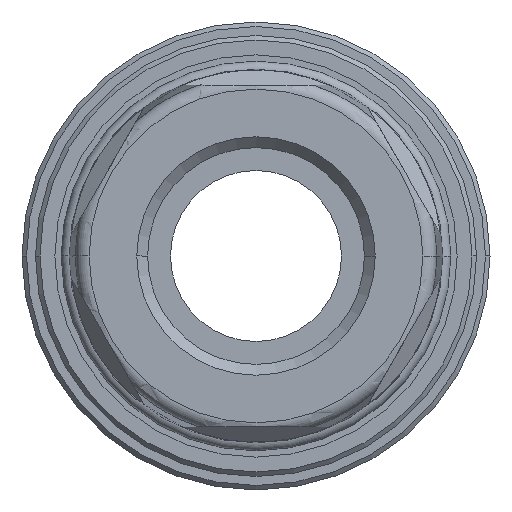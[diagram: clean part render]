
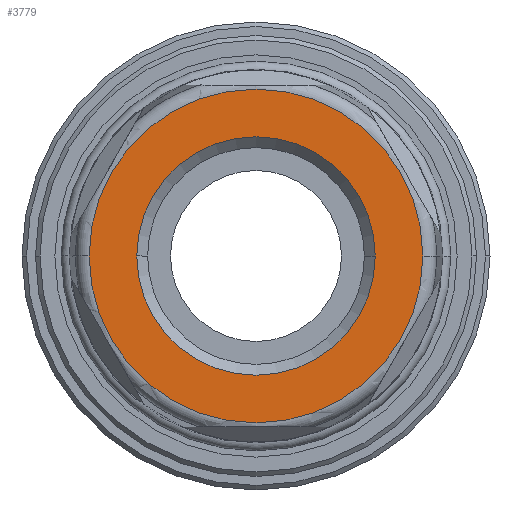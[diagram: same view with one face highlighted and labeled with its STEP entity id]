
A CAD part, left-side view. The second image highlights one B-rep face of the part: STEP entity #3779.
In plain terms, the highlighted planar face has unit normal (-1, 0, 0).
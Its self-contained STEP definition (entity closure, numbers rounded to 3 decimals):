
#281 = DIRECTION ( 'NONE',  ( 0., -1., 0. ) ) ;
#282 = DIRECTION ( 'NONE',  ( -1., 0., 0. ) ) ;
#283 = CARTESIAN_POINT ( 'NONE',  ( 0., 0., 0. ) ) ;
#284 = DIRECTION ( 'NONE',  ( 0., -1., 0. ) ) ;
#285 = DIRECTION ( 'NONE',  ( -1., 0., 0. ) ) ;
#286 = CARTESIAN_POINT ( 'NONE',  ( 0., 0., 0. ) ) ;
#495 = DIRECTION ( 'NONE',  ( 0., -1., 0. ) ) ;
#496 = DIRECTION ( 'NONE',  ( -1., 0., 0. ) ) ;
#497 = CARTESIAN_POINT ( 'NONE',  ( 0., 0., 0. ) ) ;
#646 = DIRECTION ( 'NONE',  ( 0., -1., 0. ) ) ;
#647 = DIRECTION ( 'NONE',  ( -1., 0., 0. ) ) ;
#648 = CARTESIAN_POINT ( 'NONE',  ( 0., 0., 0. ) ) ;
#1746 = ORIENTED_EDGE ( 'NONE', *, *, #3827, .F. ) ;
#1982 = ORIENTED_EDGE ( 'NONE', *, *, #3820, .T. ) ;
#1985 = EDGE_LOOP ( 'NONE', ( #1982, #2228 ) ) ;
#1987 = EDGE_LOOP ( 'NONE', ( #2231, #1746 ) ) ;
#2228 = ORIENTED_EDGE ( 'NONE', *, *, #3845, .T. ) ;
#2231 = ORIENTED_EDGE ( 'NONE', *, *, #3844, .F. ) ;
#2418 = CIRCLE ( 'NONE', #2700, 18.543 ) ;
#2421 = CIRCLE ( 'NONE', #2716, 18.543 ) ;
#2455 = CIRCLE ( 'NONE', #2715, 13.25 ) ;
#2475 = CIRCLE ( 'NONE', #2703, 13.25 ) ;
#2670 = AXIS2_PLACEMENT_3D ( 'NONE', #4811, #4810, #4807 ) ;
#2700 = AXIS2_PLACEMENT_3D ( 'NONE', #648, #647, #646 ) ;
#2703 = AXIS2_PLACEMENT_3D ( 'NONE', #497, #496, #495 ) ;
#2715 = AXIS2_PLACEMENT_3D ( 'NONE', #286, #285, #284 ) ;
#2716 = AXIS2_PLACEMENT_3D ( 'NONE', #283, #282, #281 ) ;
#3115 = VERTEX_POINT ( 'NONE', #4560 ) ;
#3215 = VERTEX_POINT ( 'NONE', #4259 ) ;
#3243 = VERTEX_POINT ( 'NONE', #4397 ) ;
#3282 = VERTEX_POINT ( 'NONE', #4328 ) ;
#3651 = FACE_OUTER_BOUND ( 'NONE', #1985, .T. ) ;
#3652 = FACE_BOUND ( 'NONE', #1987, .T. ) ;
#3779 = ADVANCED_FACE ( 'NONE', ( #3652, #3651 ), #4812, .F. ) ;
#3820 = EDGE_CURVE ( 'NONE', #3243, #3282, #2418, .T. ) ;
#3827 = EDGE_CURVE ( 'NONE', #3215, #3115, #2475, .T. ) ;
#3844 = EDGE_CURVE ( 'NONE', #3115, #3215, #2455, .T. ) ;
#3845 = EDGE_CURVE ( 'NONE', #3282, #3243, #2421, .T. ) ;
#4259 = CARTESIAN_POINT ( 'NONE',  ( 0., 13.25, 0. ) ) ;
#4328 = CARTESIAN_POINT ( 'NONE',  ( 0., 18.543, 0. ) ) ;
#4397 = CARTESIAN_POINT ( 'NONE',  ( 0., -18.543, 0. ) ) ;
#4560 = CARTESIAN_POINT ( 'NONE',  ( 0., -13.25, 0. ) ) ;
#4807 = DIRECTION ( 'NONE',  ( 0., 1., 0. ) ) ;
#4810 = DIRECTION ( 'NONE',  ( 1., 0., 0. ) ) ;
#4811 = CARTESIAN_POINT ( 'NONE',  ( 0., 16.822, 0. ) ) ;
#4812 = PLANE ( 'NONE',  #2670 ) ;
